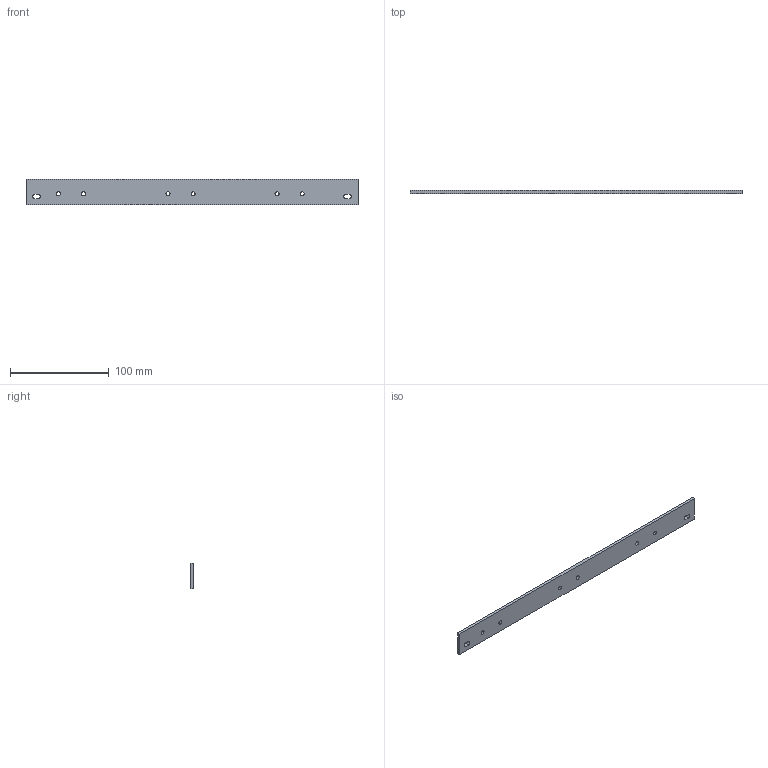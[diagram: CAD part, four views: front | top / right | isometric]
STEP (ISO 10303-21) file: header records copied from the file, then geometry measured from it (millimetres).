
FILE_DESCRIPTION(/* description */ (''),/* implementation_level */ '2;1');
FILE_NAME(/* name */ '74440 verk v4.step',/* time_stamp */ '2020-04-27T06:15:41-04:00',/* author */ (''),/* organization */ (''),/* preprocessor_version */ 'ST-DEVELOPER v18.1',/* originating_system */ 'Autodesk Translation Framework v9.2.0.1227',/* authorisation */ '');
FILE_SCHEMA (('AUTOMOTIVE_DESIGN { 1 0 10303 214 3 1 1 }'));
Length unit declared in the file: millimetre
Products named in the file (1): 74440 verk
Bounding box: 336.2 x 3 x 25.4 mm (x, y, z)
Volume: 24917.4 mm3; surface area: 19843.7 mm2
Topology: 1 solids, 1 shells, 338 faces, 927 edges, 618 vertices
Faces by surface type: plane 190, bspline 138, cylinder 10
Full cylindrical faces by diameter (mm): 4.1 x6
Entity records: 11956 total; most frequent: CARTESIAN_POINT 4230, ORIENTED_EDGE 1854, DIRECTION 1073, EDGE_CURVE 927, LINE 631, VECTOR 631, VERTEX_POINT 618, EDGE_LOOP 381
